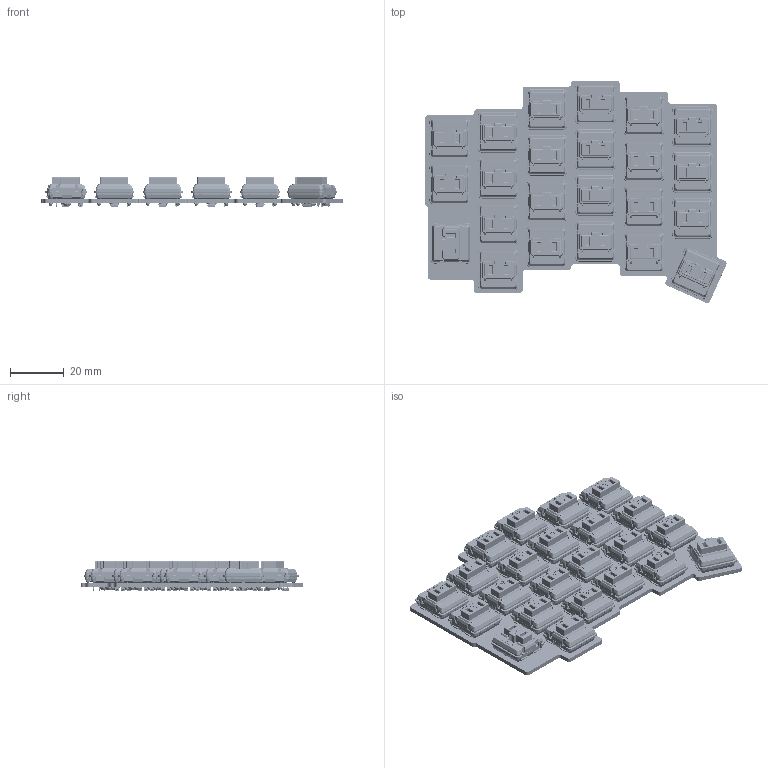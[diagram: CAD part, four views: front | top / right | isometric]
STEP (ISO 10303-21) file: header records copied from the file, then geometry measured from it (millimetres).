
FILE_DESCRIPTION(('KiCad electronic assembly'),'2;1');
FILE_NAME('left_pcb.step','2025-01-11T00:42:19',('Pcbnew'),('Kicad'), 'Open CASCADE STEP processor 7.8','KiCad to STEP converter','Unknown' );
FILE_SCHEMA(('AUTOMOTIVE_DESIGN { 1 0 10303 214 1 1 1 1 }'));
Length unit declared in the file: millimetre
Products named in the file (6): left_pcb 1; SW_Kailh_Choc_V1; SW_Kailh_Choc_V1_cp; D_SOD-123; D_SOD_123; left_PCB
Assembly tree (49 placements, depth 3):
  left_pcb 1
    SW_Kailh_Choc_V1  x23
      SW_Kailh_Choc_V1_cp
    D_SOD-123  x23
      D_SOD_123
    left_PCB
Bounding box: 111.63 x 82.41 x 11 mm (x, y, z)
Volume: 32813.3 mm3; surface area: 51660.3 mm2
Topology: 139 solids, 139 shells, 13132 faces, 34790 edges, 22051 vertices
Faces by surface type: plane 6520, bspline 6279, cylinder 333
Full cylindrical faces by diameter (mm): 0.3 x6, 1.27 x46, 1.702 x46, 3.429 x23
Entity records: 29672 total; most frequent: CARTESIAN_POINT 9058, ORIENTED_EDGE 4190, DIRECTION 2140, EDGE_CURVE 2095, VERTEX_POINT 1349, B_SPLINE_CURVE_WITH_KNOTS 1133, FACE_BOUND 1038, EDGE_LOOP 1038
